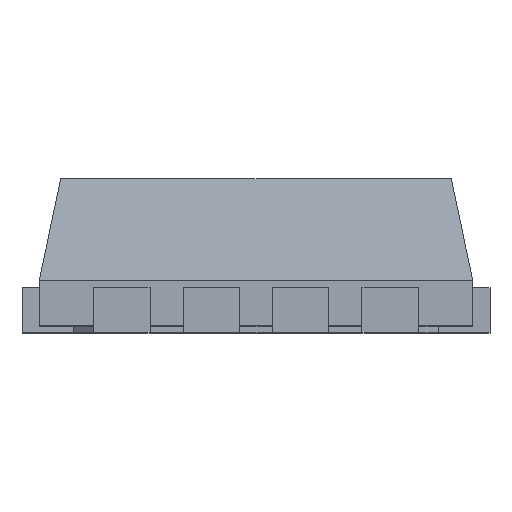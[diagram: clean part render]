
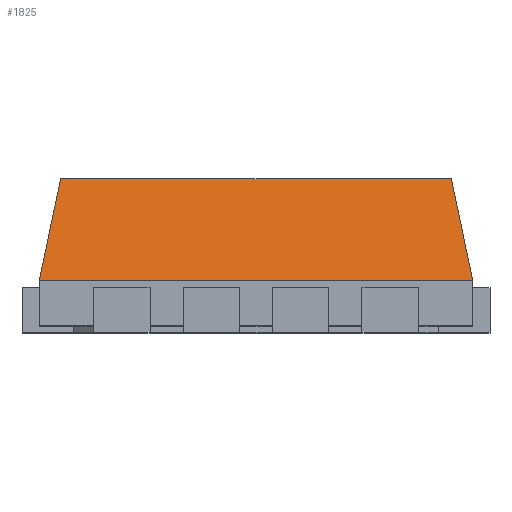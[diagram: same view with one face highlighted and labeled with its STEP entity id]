
A CAD part, top view. The second image highlights one B-rep face of the part: STEP entity #1825.
In plain terms, the highlighted planar face has unit normal (0, 0.208, 0.978).
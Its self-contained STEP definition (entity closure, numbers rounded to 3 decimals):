
#159 = CARTESIAN_POINT ( 'NONE',  ( 6.1, 0.33, 3.15 ) ) ;
#166 = DIRECTION ( 'NONE',  ( -0.204, -0.958, 0.204 ) ) ;
#220 = VERTEX_POINT ( 'NONE', #2079 ) ;
#234 = DIRECTION ( 'NONE',  ( -1., 0., 0. ) ) ;
#264 = EDGE_CURVE ( 'NONE', #2500, #3040, #2684, .T. ) ;
#337 = ORIENTED_EDGE ( 'NONE', *, *, #264, .F. ) ;
#432 = LINE ( 'NONE', #2249, #4178 ) ;
#592 = LINE ( 'NONE', #3683, #3588 ) ;
#708 = EDGE_LOOP ( 'NONE', ( #823, #2177, #1905, #337 ) ) ;
#823 = ORIENTED_EDGE ( 'NONE', *, *, #2617, .T. ) ;
#899 = VECTOR ( 'NONE', #2682, 1000. ) ;
#1151 = CARTESIAN_POINT ( 'NONE',  ( 1.575, 0.33, 3.15 ) ) ;
#1196 = EDGE_CURVE ( 'NONE', #220, #3950, #592, .T. ) ;
#1278 = CARTESIAN_POINT ( 'NONE',  ( 1.575, 0.33, 3.15 ) ) ;
#1825 = ADVANCED_FACE ( 'NONE', ( #3978 ), #2184, .T. ) ;
#1851 = LINE ( 'NONE', #1278, #899 ) ;
#1905 = ORIENTED_EDGE ( 'NONE', *, *, #4211, .T. ) ;
#2079 = CARTESIAN_POINT ( 'NONE',  ( 1.418, 1.07, 2.993 ) ) ;
#2177 = ORIENTED_EDGE ( 'NONE', *, *, #1196, .T. ) ;
#2184 = PLANE ( 'NONE',  #4445 ) ;
#2249 = CARTESIAN_POINT ( 'NONE',  ( -1.575, 0.33, 3.15 ) ) ;
#2352 = CARTESIAN_POINT ( 'NONE',  ( -1.418, 1.07, 2.993 ) ) ;
#2500 = VERTEX_POINT ( 'NONE', #1151 ) ;
#2516 = DIRECTION ( 'NONE',  ( 0., 0.208, 0.978 ) ) ;
#2617 = EDGE_CURVE ( 'NONE', #2500, #220, #1851, .T. ) ;
#2638 = DIRECTION ( 'NONE',  ( 0., -0.978, 0.208 ) ) ;
#2682 = DIRECTION ( 'NONE',  ( -0.204, 0.958, -0.204 ) ) ;
#2684 = LINE ( 'NONE', #2783, #4228 ) ;
#2783 = CARTESIAN_POINT ( 'NONE',  ( 0., 0.33, 3.15 ) ) ;
#2865 = CARTESIAN_POINT ( 'NONE',  ( -1.575, 0.33, 3.15 ) ) ;
#3040 = VERTEX_POINT ( 'NONE', #2865 ) ;
#3588 = VECTOR ( 'NONE', #234, 1000. ) ;
#3683 = CARTESIAN_POINT ( 'NONE',  ( 6.1, 1.07, 2.993 ) ) ;
#3950 = VERTEX_POINT ( 'NONE', #2352 ) ;
#3978 = FACE_OUTER_BOUND ( 'NONE', #708, .T. ) ;
#4178 = VECTOR ( 'NONE', #166, 1000. ) ;
#4210 = DIRECTION ( 'NONE',  ( -1., 0., 0. ) ) ;
#4211 = EDGE_CURVE ( 'NONE', #3950, #3040, #432, .T. ) ;
#4228 = VECTOR ( 'NONE', #4210, 1000. ) ;
#4445 = AXIS2_PLACEMENT_3D ( 'NONE', #159, #2516, #2638 ) ;
